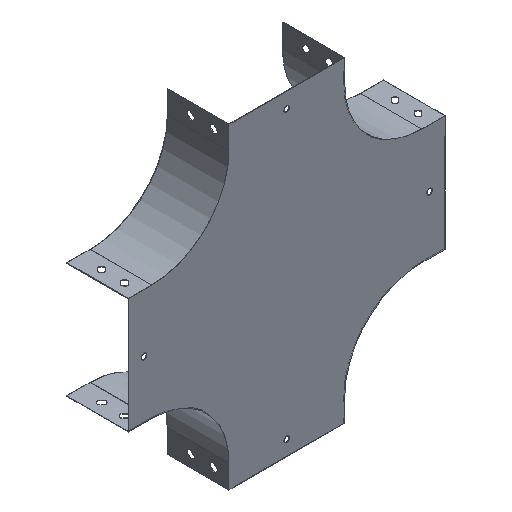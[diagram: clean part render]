
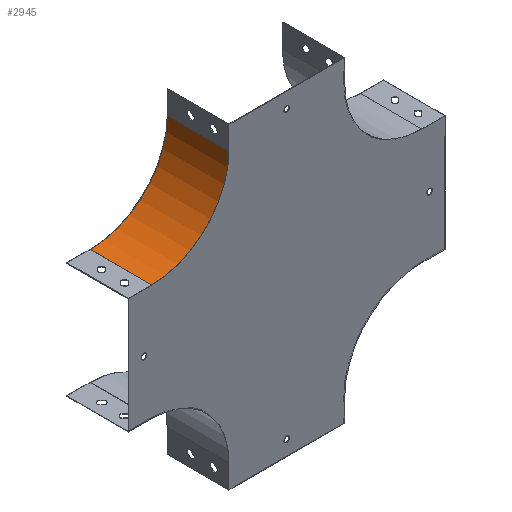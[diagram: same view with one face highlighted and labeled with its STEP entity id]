
A CAD part, isometric view. The second image highlights one B-rep face of the part: STEP entity #2945.
In plain terms, the highlighted cylindrical face has radius 100 mm (diameter 200 mm), a partial arc.
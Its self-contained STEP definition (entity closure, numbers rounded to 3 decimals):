
#201 = EDGE_CURVE ( 'NONE', #2185, #2216, #1836, .T. ) ;
#205 = EDGE_CURVE ( 'NONE', #2225, #2185, #1849, .T. ) ;
#206 = EDGE_CURVE ( 'NONE', #2225, #2200, #1847, .T. ) ;
#376 = AXIS2_PLACEMENT_3D ( 'NONE', #1079, #1078, #1077 ) ;
#445 = CIRCLE ( 'NONE', #1189, 100. ) ;
#721 = ORIENTED_EDGE ( 'NONE', *, *, #3270, .F. ) ;
#732 = ORIENTED_EDGE ( 'NONE', *, *, #201, .F. ) ;
#733 = ORIENTED_EDGE ( 'NONE', *, *, #205, .F. ) ;
#734 = ORIENTED_EDGE ( 'NONE', *, *, #206, .T. ) ;
#1045 = FACE_OUTER_BOUND ( 'NONE', #2148, .T. ) ;
#1050 = CYLINDRICAL_SURFACE ( 'NONE', #1168, 100. ) ;
#1069 = CARTESIAN_POINT ( 'NONE',  ( -175., 0.8, -130. ) ) ;
#1076 = DIRECTION ( 'NONE',  ( 0., -1., 0. ) ) ;
#1077 = DIRECTION ( 'NONE',  ( -1., 0., 0. ) ) ;
#1078 = DIRECTION ( 'NONE',  ( 0., -1., 0. ) ) ;
#1079 = CARTESIAN_POINT ( 'NONE',  ( -175., 80., -30. ) ) ;
#1168 = AXIS2_PLACEMENT_3D ( 'NONE', #2645, #2644, #2642 ) ;
#1189 = AXIS2_PLACEMENT_3D ( 'NONE', #1272, #1273, #1274 ) ;
#1272 = CARTESIAN_POINT ( 'NONE',  ( -175., 0., -30. ) ) ;
#1273 = DIRECTION ( 'NONE',  ( 0., 1., 0. ) ) ;
#1274 = DIRECTION ( 'NONE',  ( 0., 0., 1. ) ) ;
#1836 = LINE ( 'NONE', #2424, #1842 ) ;
#1842 = VECTOR ( 'NONE', #2429, 1000. ) ;
#1847 = LINE ( 'NONE', #1069, #1853 ) ;
#1849 = CIRCLE ( 'NONE', #376, 100. ) ;
#1853 = VECTOR ( 'NONE', #1076, 1000. ) ;
#2148 = EDGE_LOOP ( 'NONE', ( #721, #732, #733, #734 ) ) ;
#2185 = VERTEX_POINT ( 'NONE', #3068 ) ;
#2200 = VERTEX_POINT ( 'NONE', #3083 ) ;
#2216 = VERTEX_POINT ( 'NONE', #3099 ) ;
#2225 = VERTEX_POINT ( 'NONE', #3108 ) ;
#2424 = CARTESIAN_POINT ( 'NONE',  ( -75., 0.8, -30. ) ) ;
#2429 = DIRECTION ( 'NONE',  ( 0., -1., 0. ) ) ;
#2642 = DIRECTION ( 'NONE',  ( 0., 0., -1. ) ) ;
#2644 = DIRECTION ( 'NONE',  ( 0., -1., 0. ) ) ;
#2645 = CARTESIAN_POINT ( 'NONE',  ( -175., 0.8, -30. ) ) ;
#2945 = ADVANCED_FACE ( 'NONE', ( #1045 ), #1050, .F. ) ;
#3068 = CARTESIAN_POINT ( 'NONE',  ( -75., 80., -30. ) ) ;
#3083 = CARTESIAN_POINT ( 'NONE',  ( -175., 0., -130. ) ) ;
#3099 = CARTESIAN_POINT ( 'NONE',  ( -75., 0., -30. ) ) ;
#3108 = CARTESIAN_POINT ( 'NONE',  ( -175., 80., -130. ) ) ;
#3270 = EDGE_CURVE ( 'NONE', #2216, #2200, #445, .T. ) ;
